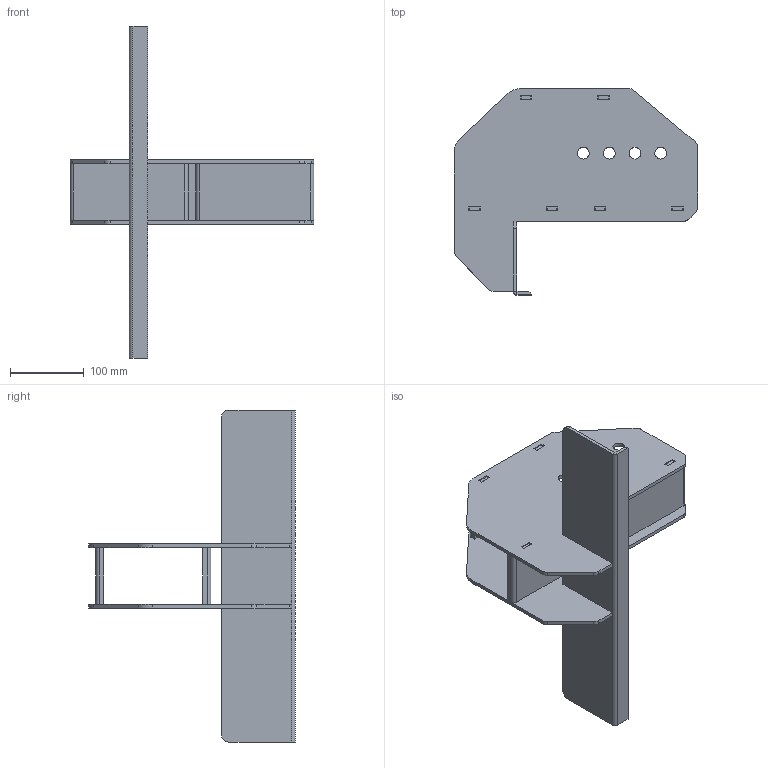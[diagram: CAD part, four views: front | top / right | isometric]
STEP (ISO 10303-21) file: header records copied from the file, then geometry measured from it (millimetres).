
FILE_DESCRIPTION (( 'STEP AP203' ), '1' );
FILE_NAME ('3927-35_REV_.step', '2026-02-22T20:44:54', ( '' ), ( '' ), 'SwSTEP 2.0', 'SolidWorks 2025', '' );
FILE_SCHEMA (( 'CONFIG_CONTROL_DESIGN' ));
Length unit declared in the file: millimetre
Products named in the file (4): 3927-35_REV_; 3927-35-15; 3927-35-10; 3927-35-20
Assembly tree (6 placements, depth 2):
  3927-35_REV_
    3927-35-10  x2
    3927-35-20  x3
    3927-35-15
Bounding box: 330 x 280 x 450 mm (x, y, z)
Volume: 1042145.4 mm3; surface area: 446941.7 mm2
Topology: 6 solids, 6 shells, 292 faces, 784 edges, 504 vertices
Faces by surface type: plane 219, cylinder 73
Entity records: 4878 total; most frequent: CARTESIAN_POINT 795, ORIENTED_EDGE 756, DIRECTION 718, EDGE_CURVE 378, VECTOR 288, LINE 288, VERTEX_POINT 244, AXIS2_PLACEMENT_3D 215
